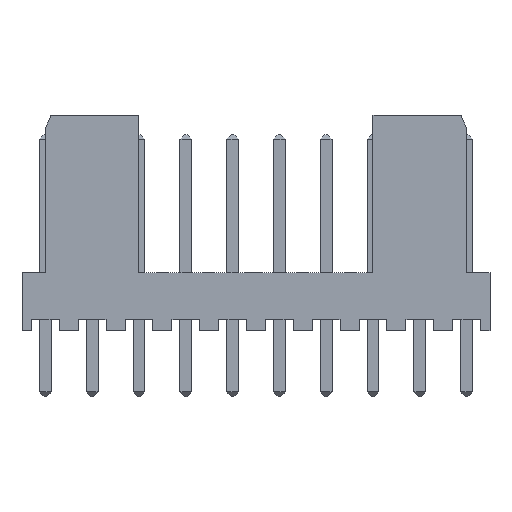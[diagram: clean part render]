
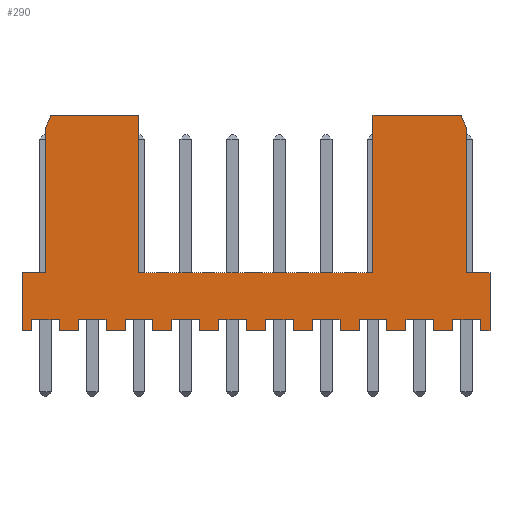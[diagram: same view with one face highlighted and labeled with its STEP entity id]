
A CAD part, front view. The second image highlights one B-rep face of the part: STEP entity #290.
In plain terms, the highlighted planar face has unit normal (0, -1, 0).
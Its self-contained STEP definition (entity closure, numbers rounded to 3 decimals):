
#12=DIRECTION('',(0.,0.,1.));
#23=VERTEX_POINT('',#24);
#24=CARTESIAN_POINT('',(-1.27,-2.9,0.));
#28=ORIENTED_EDGE('',*,*,#29,.T.);
#29=EDGE_CURVE('',#23,#30,#32,.T.);
#30=VERTEX_POINT('',#31);
#31=CARTESIAN_POINT('',(-0.75,-2.9,0.));
#32=LINE('',#24,#33);
#33=VECTOR('',#34,1.);
#34=DIRECTION('',(1.,0.,0.));
#46=VECTOR('',#47,1.);
#47=DIRECTION('',(-1.,0.,0.));
#59=VECTOR('',#12,1.);
#62=VERTEX_POINT('',#63);
#63=CARTESIAN_POINT('',(-1.27,-2.9,3.17));
#65=ORIENTED_EDGE('',*,*,#66,.F.);
#66=EDGE_CURVE('',#23,#62,#67,.T.);
#67=LINE('',#24,#59);
#278=ORIENTED_EDGE('',*,*,#279,.T.);
#279=EDGE_CURVE('',#30,#280,#282,.T.);
#280=VERTEX_POINT('',#281);
#281=CARTESIAN_POINT('',(-0.75,-2.9,0.6));
#282=LINE('',#31,#59);
#290=ADVANCED_FACE('',(#291),#542,.T.);
#291=FACE_BOUND('',#292,.T.);
#292=EDGE_LOOP('',(#28,#278,#293,#298,#303,#307,#312,#317,#322,#326,#331,#336,#341,#345,#350,#355,#360,#364,#369,#374,#379,#383,#388,#393,#398,#402,#407,#412,#417,#421,#426,#431,#436,#440,#445,#450,#455,#459,#464,#469,#474,#478,#483,#488,#493,#501,#506,#511,#515,#520,#527,#535,#540,#65));
#293=ORIENTED_EDGE('',*,*,#294,.F.);
#294=EDGE_CURVE('',#295,#280,#297,.T.);
#295=VERTEX_POINT('',#296);
#296=CARTESIAN_POINT('',(0.75,-2.9,0.6));
#297=LINE('',#296,#46);
#298=ORIENTED_EDGE('',*,*,#299,.F.);
#299=EDGE_CURVE('',#300,#295,#302,.T.);
#300=VERTEX_POINT('',#301);
#301=CARTESIAN_POINT('',(0.75,-2.9,0.));
#302=LINE('',#301,#59);
#303=ORIENTED_EDGE('',*,*,#304,.T.);
#304=EDGE_CURVE('',#300,#305,#32,.T.);
#305=VERTEX_POINT('',#306);
#306=CARTESIAN_POINT('',(1.79,-2.9,0.));
#307=ORIENTED_EDGE('',*,*,#308,.T.);
#308=EDGE_CURVE('',#305,#309,#311,.T.);
#309=VERTEX_POINT('',#310);
#310=CARTESIAN_POINT('',(1.79,-2.9,0.6));
#311=LINE('',#306,#59);
#312=ORIENTED_EDGE('',*,*,#313,.F.);
#313=EDGE_CURVE('',#314,#309,#316,.T.);
#314=VERTEX_POINT('',#315);
#315=CARTESIAN_POINT('',(3.29,-2.9,0.6));
#316=LINE('',#315,#46);
#317=ORIENTED_EDGE('',*,*,#318,.F.);
#318=EDGE_CURVE('',#319,#314,#321,.T.);
#319=VERTEX_POINT('',#320);
#320=CARTESIAN_POINT('',(3.29,-2.9,0.));
#321=LINE('',#320,#59);
#322=ORIENTED_EDGE('',*,*,#323,.T.);
#323=EDGE_CURVE('',#319,#324,#32,.T.);
#324=VERTEX_POINT('',#325);
#325=CARTESIAN_POINT('',(4.33,-2.9,0.));
#326=ORIENTED_EDGE('',*,*,#327,.T.);
#327=EDGE_CURVE('',#324,#328,#330,.T.);
#328=VERTEX_POINT('',#329);
#329=CARTESIAN_POINT('',(4.33,-2.9,0.6));
#330=LINE('',#325,#59);
#331=ORIENTED_EDGE('',*,*,#332,.F.);
#332=EDGE_CURVE('',#333,#328,#335,.T.);
#333=VERTEX_POINT('',#334);
#334=CARTESIAN_POINT('',(5.83,-2.9,0.6));
#335=LINE('',#334,#46);
#336=ORIENTED_EDGE('',*,*,#337,.F.);
#337=EDGE_CURVE('',#338,#333,#340,.T.);
#338=VERTEX_POINT('',#339);
#339=CARTESIAN_POINT('',(5.83,-2.9,0.));
#340=LINE('',#339,#59);
#341=ORIENTED_EDGE('',*,*,#342,.T.);
#342=EDGE_CURVE('',#338,#343,#32,.T.);
#343=VERTEX_POINT('',#344);
#344=CARTESIAN_POINT('',(6.87,-2.9,0.));
#345=ORIENTED_EDGE('',*,*,#346,.T.);
#346=EDGE_CURVE('',#343,#347,#349,.T.);
#347=VERTEX_POINT('',#348);
#348=CARTESIAN_POINT('',(6.87,-2.9,0.6));
#349=LINE('',#344,#59);
#350=ORIENTED_EDGE('',*,*,#351,.F.);
#351=EDGE_CURVE('',#352,#347,#354,.T.);
#352=VERTEX_POINT('',#353);
#353=CARTESIAN_POINT('',(8.37,-2.9,0.6));
#354=LINE('',#353,#46);
#355=ORIENTED_EDGE('',*,*,#356,.F.);
#356=EDGE_CURVE('',#357,#352,#359,.T.);
#357=VERTEX_POINT('',#358);
#358=CARTESIAN_POINT('',(8.37,-2.9,0.));
#359=LINE('',#358,#59);
#360=ORIENTED_EDGE('',*,*,#361,.T.);
#361=EDGE_CURVE('',#357,#362,#32,.T.);
#362=VERTEX_POINT('',#363);
#363=CARTESIAN_POINT('',(9.41,-2.9,0.));
#364=ORIENTED_EDGE('',*,*,#365,.T.);
#365=EDGE_CURVE('',#362,#366,#368,.T.);
#366=VERTEX_POINT('',#367);
#367=CARTESIAN_POINT('',(9.41,-2.9,0.6));
#368=LINE('',#363,#59);
#369=ORIENTED_EDGE('',*,*,#370,.F.);
#370=EDGE_CURVE('',#371,#366,#373,.T.);
#371=VERTEX_POINT('',#372);
#372=CARTESIAN_POINT('',(10.91,-2.9,0.6));
#373=LINE('',#372,#46);
#374=ORIENTED_EDGE('',*,*,#375,.F.);
#375=EDGE_CURVE('',#376,#371,#378,.T.);
#376=VERTEX_POINT('',#377);
#377=CARTESIAN_POINT('',(10.91,-2.9,0.));
#378=LINE('',#377,#59);
#379=ORIENTED_EDGE('',*,*,#380,.T.);
#380=EDGE_CURVE('',#376,#381,#32,.T.);
#381=VERTEX_POINT('',#382);
#382=CARTESIAN_POINT('',(11.95,-2.9,0.));
#383=ORIENTED_EDGE('',*,*,#384,.T.);
#384=EDGE_CURVE('',#381,#385,#387,.T.);
#385=VERTEX_POINT('',#386);
#386=CARTESIAN_POINT('',(11.95,-2.9,0.6));
#387=LINE('',#382,#59);
#388=ORIENTED_EDGE('',*,*,#389,.F.);
#389=EDGE_CURVE('',#390,#385,#392,.T.);
#390=VERTEX_POINT('',#391);
#391=CARTESIAN_POINT('',(13.45,-2.9,0.6));
#392=LINE('',#391,#46);
#393=ORIENTED_EDGE('',*,*,#394,.F.);
#394=EDGE_CURVE('',#395,#390,#397,.T.);
#395=VERTEX_POINT('',#396);
#396=CARTESIAN_POINT('',(13.45,-2.9,0.));
#397=LINE('',#396,#59);
#398=ORIENTED_EDGE('',*,*,#399,.T.);
#399=EDGE_CURVE('',#395,#400,#32,.T.);
#400=VERTEX_POINT('',#401);
#401=CARTESIAN_POINT('',(14.49,-2.9,0.));
#402=ORIENTED_EDGE('',*,*,#403,.T.);
#403=EDGE_CURVE('',#400,#404,#406,.T.);
#404=VERTEX_POINT('',#405);
#405=CARTESIAN_POINT('',(14.49,-2.9,0.6));
#406=LINE('',#401,#59);
#407=ORIENTED_EDGE('',*,*,#408,.F.);
#408=EDGE_CURVE('',#409,#404,#411,.T.);
#409=VERTEX_POINT('',#410);
#410=CARTESIAN_POINT('',(15.99,-2.9,0.6));
#411=LINE('',#410,#46);
#412=ORIENTED_EDGE('',*,*,#413,.F.);
#413=EDGE_CURVE('',#414,#409,#416,.T.);
#414=VERTEX_POINT('',#415);
#415=CARTESIAN_POINT('',(15.99,-2.9,0.));
#416=LINE('',#415,#59);
#417=ORIENTED_EDGE('',*,*,#418,.T.);
#418=EDGE_CURVE('',#414,#419,#32,.T.);
#419=VERTEX_POINT('',#420);
#420=CARTESIAN_POINT('',(17.03,-2.9,0.));
#421=ORIENTED_EDGE('',*,*,#422,.T.);
#422=EDGE_CURVE('',#419,#423,#425,.T.);
#423=VERTEX_POINT('',#424);
#424=CARTESIAN_POINT('',(17.03,-2.9,0.6));
#425=LINE('',#420,#59);
#426=ORIENTED_EDGE('',*,*,#427,.F.);
#427=EDGE_CURVE('',#428,#423,#430,.T.);
#428=VERTEX_POINT('',#429);
#429=CARTESIAN_POINT('',(18.53,-2.9,0.6));
#430=LINE('',#429,#46);
#431=ORIENTED_EDGE('',*,*,#432,.F.);
#432=EDGE_CURVE('',#433,#428,#435,.T.);
#433=VERTEX_POINT('',#434);
#434=CARTESIAN_POINT('',(18.53,-2.9,0.));
#435=LINE('',#434,#59);
#436=ORIENTED_EDGE('',*,*,#437,.T.);
#437=EDGE_CURVE('',#433,#438,#32,.T.);
#438=VERTEX_POINT('',#439);
#439=CARTESIAN_POINT('',(19.57,-2.9,0.));
#440=ORIENTED_EDGE('',*,*,#441,.T.);
#441=EDGE_CURVE('',#438,#442,#444,.T.);
#442=VERTEX_POINT('',#443);
#443=CARTESIAN_POINT('',(19.57,-2.9,0.6));
#444=LINE('',#439,#59);
#445=ORIENTED_EDGE('',*,*,#446,.F.);
#446=EDGE_CURVE('',#447,#442,#449,.T.);
#447=VERTEX_POINT('',#448);
#448=CARTESIAN_POINT('',(21.07,-2.9,0.6));
#449=LINE('',#448,#46);
#450=ORIENTED_EDGE('',*,*,#451,.F.);
#451=EDGE_CURVE('',#452,#447,#454,.T.);
#452=VERTEX_POINT('',#453);
#453=CARTESIAN_POINT('',(21.07,-2.9,0.));
#454=LINE('',#453,#59);
#455=ORIENTED_EDGE('',*,*,#456,.T.);
#456=EDGE_CURVE('',#452,#457,#32,.T.);
#457=VERTEX_POINT('',#458);
#458=CARTESIAN_POINT('',(22.11,-2.9,0.));
#459=ORIENTED_EDGE('',*,*,#460,.T.);
#460=EDGE_CURVE('',#457,#461,#463,.T.);
#461=VERTEX_POINT('',#462);
#462=CARTESIAN_POINT('',(22.11,-2.9,0.6));
#463=LINE('',#458,#59);
#464=ORIENTED_EDGE('',*,*,#465,.F.);
#465=EDGE_CURVE('',#466,#461,#468,.T.);
#466=VERTEX_POINT('',#467);
#467=CARTESIAN_POINT('',(23.61,-2.9,0.6));
#468=LINE('',#467,#46);
#469=ORIENTED_EDGE('',*,*,#470,.F.);
#470=EDGE_CURVE('',#471,#466,#473,.T.);
#471=VERTEX_POINT('',#472);
#472=CARTESIAN_POINT('',(23.61,-2.9,0.));
#473=LINE('',#472,#59);
#474=ORIENTED_EDGE('',*,*,#475,.T.);
#475=EDGE_CURVE('',#471,#476,#32,.T.);
#476=VERTEX_POINT('',#477);
#477=CARTESIAN_POINT('',(24.13,-2.9,0.));
#478=ORIENTED_EDGE('',*,*,#479,.T.);
#479=EDGE_CURVE('',#476,#480,#482,.T.);
#480=VERTEX_POINT('',#481);
#481=CARTESIAN_POINT('',(24.13,-2.9,3.17));
#482=LINE('',#477,#59);
#483=ORIENTED_EDGE('',*,*,#484,.F.);
#484=EDGE_CURVE('',#485,#480,#487,.T.);
#485=VERTEX_POINT('',#486);
#486=CARTESIAN_POINT('',(22.86,-2.9,3.17));
#487=LINE('',#63,#33);
#488=ORIENTED_EDGE('',*,*,#489,.T.);
#489=EDGE_CURVE('',#485,#490,#492,.T.);
#490=VERTEX_POINT('',#491);
#491=CARTESIAN_POINT('',(22.86,-2.9,11.));
#492=LINE('',#486,#59);
#493=ORIENTED_EDGE('',*,*,#494,.F.);
#494=EDGE_CURVE('',#495,#490,#497,.T.);
#495=VERTEX_POINT('',#496);
#496=CARTESIAN_POINT('',(22.56,-2.9,11.7));
#497=LINE('',#498,#499);
#498=CARTESIAN_POINT('',(23.808,-2.9,8.787));
#499=VECTOR('',#500,1.);
#500=DIRECTION('',(0.394,0.,-0.919));
#501=ORIENTED_EDGE('',*,*,#502,.F.);
#502=EDGE_CURVE('',#503,#495,#505,.T.);
#503=VERTEX_POINT('',#504);
#504=CARTESIAN_POINT('',(17.78,-2.9,11.7));
#505=LINE('',#504,#33);
#506=ORIENTED_EDGE('',*,*,#507,.F.);
#507=EDGE_CURVE('',#508,#503,#510,.T.);
#508=VERTEX_POINT('',#509);
#509=CARTESIAN_POINT('',(17.78,-2.9,3.17));
#510=LINE('',#509,#59);
#511=ORIENTED_EDGE('',*,*,#512,.F.);
#512=EDGE_CURVE('',#513,#508,#487,.T.);
#513=VERTEX_POINT('',#514);
#514=CARTESIAN_POINT('',(5.08,-2.9,3.17));
#515=ORIENTED_EDGE('',*,*,#516,.T.);
#516=EDGE_CURVE('',#513,#517,#519,.T.);
#517=VERTEX_POINT('',#518);
#518=CARTESIAN_POINT('',(5.08,-2.9,11.7));
#519=LINE('',#514,#59);
#520=ORIENTED_EDGE('',*,*,#521,.T.);
#521=EDGE_CURVE('',#517,#522,#524,.T.);
#522=VERTEX_POINT('',#523);
#523=CARTESIAN_POINT('',(0.3,-2.9,11.7));
#524=LINE('',#518,#525);
#525=VECTOR('',#526,1.);
#526=DIRECTION('',(-1.,-0.,-0.));
#527=ORIENTED_EDGE('',*,*,#528,.T.);
#528=EDGE_CURVE('',#522,#529,#531,.T.);
#529=VERTEX_POINT('',#530);
#530=CARTESIAN_POINT('',(0.,-2.9,11.));
#531=LINE('',#532,#533);
#532=CARTESIAN_POINT('',(-0.948,-2.9,8.787));
#533=VECTOR('',#534,1.);
#534=DIRECTION('',(-0.394,-0.,-0.919));
#535=ORIENTED_EDGE('',*,*,#536,.F.);
#536=EDGE_CURVE('',#537,#529,#539,.T.);
#537=VERTEX_POINT('',#538);
#538=CARTESIAN_POINT('',(0.,-2.9,3.17));
#539=LINE('',#538,#59);
#540=ORIENTED_EDGE('',*,*,#541,.F.);
#541=EDGE_CURVE('',#62,#537,#487,.T.);
#542=PLANE('',#543);
#543=AXIS2_PLACEMENT_3D('',#544,#545,#546);
#544=CARTESIAN_POINT('',(11.43,-2.9,4.26));
#545=DIRECTION('',(0.,-1.,0.));
#546=DIRECTION('',(0.,0.,-1.));
